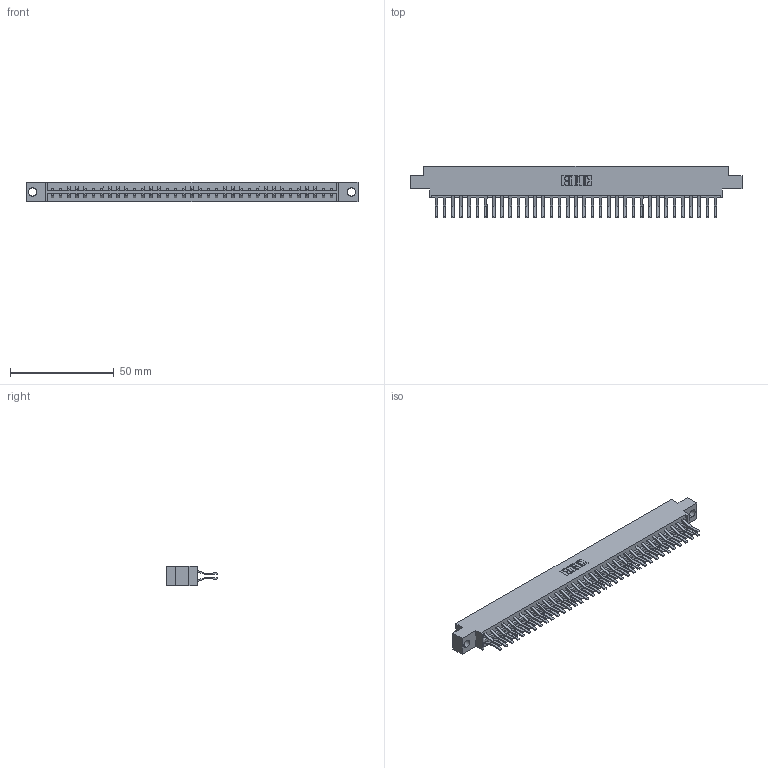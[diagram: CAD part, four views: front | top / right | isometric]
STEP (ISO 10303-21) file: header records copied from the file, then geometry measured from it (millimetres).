
FILE_DESCRIPTION (( 'STEP AP203' ), '1' );
FILE_NAME ('833-070-560-804.STEP', '2020-06-05T13:27:00', ( '' ), ( '' ), 'SwSTEP 2.0', 'SolidWorks 2020', '' );
FILE_SCHEMA (( 'CONFIG_CONTROL_DESIGN' ));
Length unit declared in the file: inch
Products named in the file (3): 345-292-001_560 Tail; 833-070-560-804; 833 Part_Offset - .156 Dia - TH
Assembly tree (71 placements, depth 2):
  833-070-560-804
    833 Part_Offset - .156 Dia - TH
    345-292-001_560 Tail  x70
Bounding box: 160.22 x 24.78 x 9.4 mm (x, y, z)
Volume: 16435.6 mm3; surface area: 20684.9 mm2
Topology: 71 solids, 71 shells, 3898 faces, 11593 edges, 7634 vertices
Faces by surface type: plane 2594, cylinder 1304
Entity records: 23645 total; most frequent: CARTESIAN_POINT 3930, ORIENTED_EDGE 3866, DIRECTION 3373, EDGE_CURVE 1933, LINE 1801, VECTOR 1801, VERTEX_POINT 1286, AXIS2_PLACEMENT_3D 786
